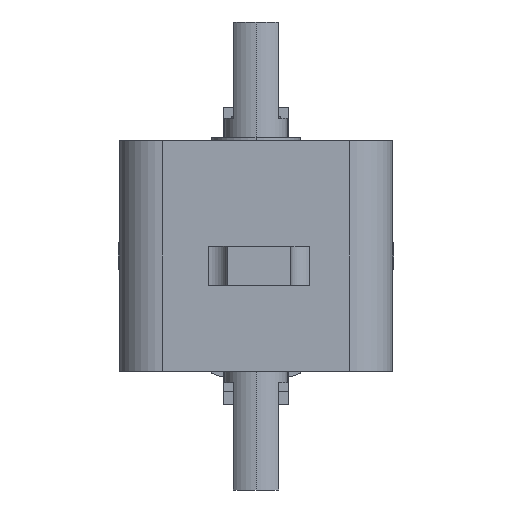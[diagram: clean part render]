
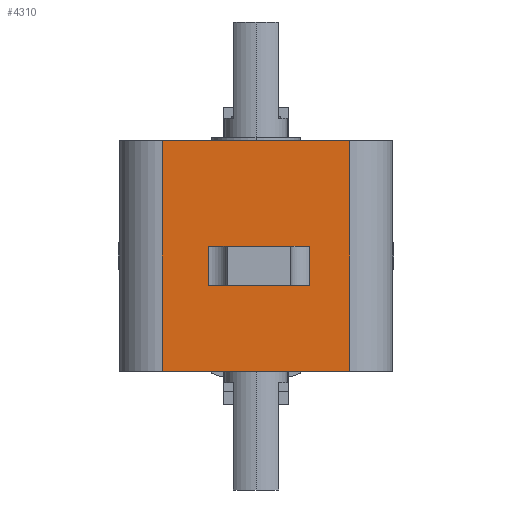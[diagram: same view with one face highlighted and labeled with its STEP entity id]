
A CAD part, left-side view. The second image highlights one B-rep face of the part: STEP entity #4310.
In plain terms, the highlighted planar face has unit normal (-1, 0, 0).
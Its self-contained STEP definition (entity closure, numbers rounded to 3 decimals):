
#885 = ORIENTED_EDGE ( 'NONE', *, *, #2415, .T. ) ;
#886 = ORIENTED_EDGE ( 'NONE', *, *, #3645, .F. ) ;
#887 = ORIENTED_EDGE ( 'NONE', *, *, #2399, .F. ) ;
#888 = ORIENTED_EDGE ( 'NONE', *, *, #3644, .T. ) ;
#889 = ORIENTED_EDGE ( 'NONE', *, *, #3432, .F. ) ;
#890 = ORIENTED_EDGE ( 'NONE', *, *, #3433, .T. ) ;
#891 = ORIENTED_EDGE ( 'NONE', *, *, #3434, .F. ) ;
#892 = ORIENTED_EDGE ( 'NONE', *, *, #3435, .T. ) ;
#1151 = EDGE_LOOP ( 'NONE', ( #889, #890, #891, #892 ) ) ;
#1157 = EDGE_LOOP ( 'NONE', ( #885, #886, #887, #888 ) ) ;
#1258 = VERTEX_POINT ( 'NONE', #2816 ) ;
#1263 = VERTEX_POINT ( 'NONE', #2821 ) ;
#1264 = VERTEX_POINT ( 'NONE', #2822 ) ;
#1266 = VERTEX_POINT ( 'NONE', #2824 ) ;
#1269 = VERTEX_POINT ( 'NONE', #2827 ) ;
#1274 = VERTEX_POINT ( 'NONE', #2832 ) ;
#1277 = VERTEX_POINT ( 'NONE', #2835 ) ;
#1278 = VERTEX_POINT ( 'NONE', #2836 ) ;
#2399 = EDGE_CURVE ( 'NONE', #1263, #1264, #4480, .T. ) ;
#2415 = EDGE_CURVE ( 'NONE', #1266, #1258, #4509, .T. ) ;
#2816 = CARTESIAN_POINT ( 'NONE',  ( -37., 3.5, 0. ) ) ;
#2821 = CARTESIAN_POINT ( 'NONE',  ( -37., 18.8, 18.8 ) ) ;
#2822 = CARTESIAN_POINT ( 'NONE',  ( -37., 3.5, 18.8 ) ) ;
#2824 = CARTESIAN_POINT ( 'NONE',  ( -37., 18.8, 0. ) ) ;
#2827 = CARTESIAN_POINT ( 'NONE',  ( -37., 15., 10.2 ) ) ;
#2832 = CARTESIAN_POINT ( 'NONE',  ( -37., 6.8, 10.2 ) ) ;
#2835 = CARTESIAN_POINT ( 'NONE',  ( -37., 15., 7. ) ) ;
#2836 = CARTESIAN_POINT ( 'NONE',  ( -37., 6.8, 7. ) ) ;
#3432 = EDGE_CURVE ( 'NONE', #1274, #1269, #4649, .T. ) ;
#3433 = EDGE_CURVE ( 'NONE', #1274, #1278, #4628, .T. ) ;
#3434 = EDGE_CURVE ( 'NONE', #1277, #1278, #4650, .T. ) ;
#3435 = EDGE_CURVE ( 'NONE', #1277, #1269, #4652, .T. ) ;
#3644 = EDGE_CURVE ( 'NONE', #1263, #1266, #6223, .T. ) ;
#3645 = EDGE_CURVE ( 'NONE', #1264, #1258, #6225, .T. ) ;
#3959 = AXIS2_PLACEMENT_3D ( 'NONE', #7042, #7051, #7052 ) ;
#4310 = ADVANCED_FACE ( 'NONE', ( #6415, #6418 ), #7046, .F. ) ;
#4480 = LINE ( 'NONE', #5331, #4483 ) ;
#4483 = VECTOR ( 'NONE', #5332, 1000. ) ;
#4509 = LINE ( 'NONE', #5380, #4512 ) ;
#4512 = VECTOR ( 'NONE', #5382, 1000. ) ;
#4628 = LINE ( 'NONE', #5726, #4653 ) ;
#4649 = LINE ( 'NONE', #5716, #4651 ) ;
#4650 = LINE ( 'NONE', #5725, #4655 ) ;
#4651 = VECTOR ( 'NONE', #5717, 1000. ) ;
#4652 = LINE ( 'NONE', #5730, #4657 ) ;
#4653 = VECTOR ( 'NONE', #5731, 1000. ) ;
#4655 = VECTOR ( 'NONE', #5733, 1000. ) ;
#4657 = VECTOR ( 'NONE', #5735, 1000. ) ;
#5331 = CARTESIAN_POINT ( 'NONE',  ( -37., 18.8, 18.8 ) ) ;
#5332 = DIRECTION ( 'NONE',  ( 0., -1., 0. ) ) ;
#5380 = CARTESIAN_POINT ( 'NONE',  ( -37., 18.8, 0. ) ) ;
#5382 = DIRECTION ( 'NONE',  ( 0., -1., 0. ) ) ;
#5716 = CARTESIAN_POINT ( 'NONE',  ( -37., 8.3, 10.2 ) ) ;
#5717 = DIRECTION ( 'NONE',  ( 0., 1., 0. ) ) ;
#5725 = CARTESIAN_POINT ( 'NONE',  ( -37., 8.3, 7. ) ) ;
#5726 = CARTESIAN_POINT ( 'NONE',  ( -37., 6.8, 7. ) ) ;
#5730 = CARTESIAN_POINT ( 'NONE',  ( -37., 15., 10.2 ) ) ;
#5731 = DIRECTION ( 'NONE',  ( 0., 0., -1. ) ) ;
#5733 = DIRECTION ( 'NONE',  ( 0., -1., 0. ) ) ;
#5735 = DIRECTION ( 'NONE',  ( 0., 0., 1. ) ) ;
#6223 = LINE ( 'NONE', #6713, #6226 ) ;
#6225 = LINE ( 'NONE', #6715, #6228 ) ;
#6226 = VECTOR ( 'NONE', #6714, 1000. ) ;
#6228 = VECTOR ( 'NONE', #6716, 1000. ) ;
#6415 = FACE_OUTER_BOUND ( 'NONE', #1157, .T. ) ;
#6418 = FACE_BOUND ( 'NONE', #1151, .T. ) ;
#6713 = CARTESIAN_POINT ( 'NONE',  ( -37., 18.8, 18.8 ) ) ;
#6714 = DIRECTION ( 'NONE',  ( 0., 0., -1. ) ) ;
#6715 = CARTESIAN_POINT ( 'NONE',  ( -37., 3.5, 18.8 ) ) ;
#6716 = DIRECTION ( 'NONE',  ( 0., 0., -1. ) ) ;
#7042 = CARTESIAN_POINT ( 'NONE',  ( -37., 18.8, 18.8 ) ) ;
#7046 = PLANE ( 'NONE',  #3959 ) ;
#7051 = DIRECTION ( 'NONE',  ( 1., 0., 0. ) ) ;
#7052 = DIRECTION ( 'NONE',  ( 0., 0., -1. ) ) ;
